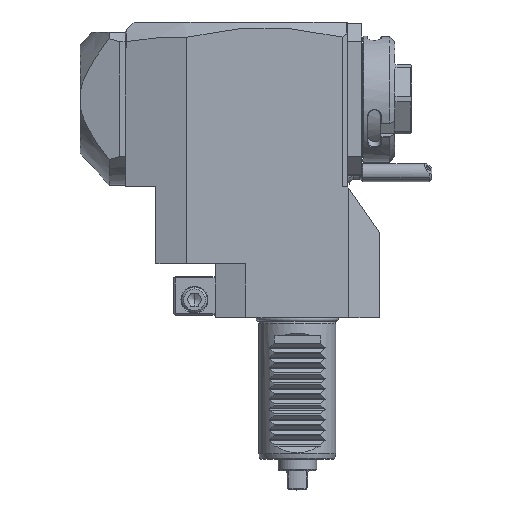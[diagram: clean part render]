
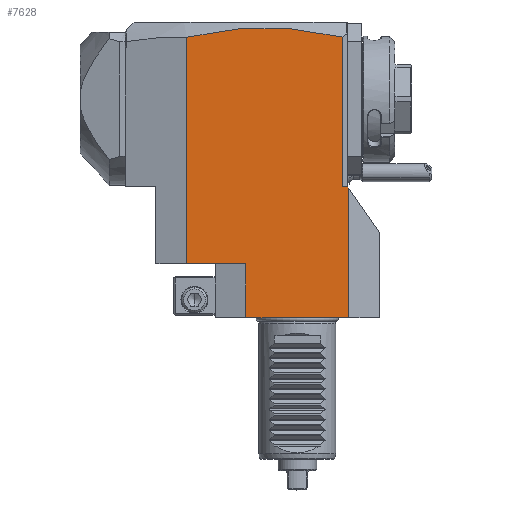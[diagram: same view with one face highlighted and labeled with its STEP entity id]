
A CAD part, top view. The second image highlights one B-rep face of the part: STEP entity #7628.
In plain terms, the highlighted planar face has unit normal (0, 0, 1).
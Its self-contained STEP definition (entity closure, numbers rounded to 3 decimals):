
#21=DIRECTION('',(0.,-1.,0.));
#22=VECTOR('',#21,88.092);
#23=CARTESIAN_POINT('',(-20.,58.092,32.));
#24=LINE('',#23,#22);
#39=CARTESIAN_POINT('',(40.5,58.133,32.));
#40=CARTESIAN_POINT('',(35.458,59.345,32.));
#41=CARTESIAN_POINT('',(25.373,61.145,32.));
#42=CARTESIAN_POINT('',(10.247,62.032,32.));
#43=CARTESIAN_POINT('',(-4.877,61.124,32.));
#44=CARTESIAN_POINT('',(-14.959,59.311,32.));
#45=CARTESIAN_POINT('',(-20.,58.092,32.));
#47=DIRECTION('',(-0.574,0.819,0.));
#48=VECTOR('',#47,0.872);
#49=CARTESIAN_POINT('',(43.,-0.714,32.));
#50=LINE('',#49,#48);
#51=DIRECTION('',(0.,1.,0.));
#52=VECTOR('',#51,50.286);
#53=CARTESIAN_POINT('',(43.,-51.,32.));
#54=LINE('',#53,#52);
#127=DIRECTION('',(1.,0.,0.));
#128=VECTOR('',#127,23.);
#129=CARTESIAN_POINT('',(-20.,-30.,32.));
#130=LINE('',#129,#128);
#772=DIRECTION('',(0.,1.,0.));
#773=VECTOR('',#772,58.133);
#774=CARTESIAN_POINT('',(40.5,0.,32.));
#775=LINE('',#774,#773);
#785=DIRECTION('',(-1.,0.,0.));
#786=VECTOR('',#785,2.);
#787=CARTESIAN_POINT('',(42.5,0.,32.));
#788=LINE('',#787,#786);
#3242=DIRECTION('',(0.,-1.,0.));
#3243=VECTOR('',#3242,21.);
#3244=CARTESIAN_POINT('',(3.,-30.,32.));
#3245=LINE('',#3244,#3243);
#3250=DIRECTION('',(-1.,0.,0.));
#3251=VECTOR('',#3250,40.);
#3252=CARTESIAN_POINT('',(43.,-51.,32.));
#3253=LINE('',#3252,#3251);
#6582=VERTEX_POINT('',#39);
#6583=VERTEX_POINT('',#45);
#7351=CARTESIAN_POINT('',(43.,-51.,32.));
#7352=CARTESIAN_POINT('',(3.,-51.,32.));
#7353=VERTEX_POINT('',#7351);
#7354=VERTEX_POINT('',#7352);
#7403=CARTESIAN_POINT('',(-20.,-30.,32.));
#7405=VERTEX_POINT('',#7403);
#7411=CARTESIAN_POINT('',(43.,-0.714,32.));
#7412=CARTESIAN_POINT('',(42.5,0.,32.));
#7413=VERTEX_POINT('',#7411);
#7414=VERTEX_POINT('',#7412);
#7523=CARTESIAN_POINT('',(40.5,0.,32.));
#7524=VERTEX_POINT('',#7523);
#7545=CARTESIAN_POINT('',(3.,-30.,32.));
#7546=VERTEX_POINT('',#7545);
#7604=CARTESIAN_POINT('',(-44.,0.,32.));
#7605=DIRECTION('',(0.,0.,1.));
#7606=DIRECTION('',(1.,0.,0.));
#7607=AXIS2_PLACEMENT_3D('',#7604,#7605,#7606);
#7608=PLANE('',#7607);
#7610=ORIENTED_EDGE('',*,*,#7609,.F.);
#7612=ORIENTED_EDGE('',*,*,#7611,.T.);
#7614=ORIENTED_EDGE('',*,*,#7613,.F.);
#7616=ORIENTED_EDGE('',*,*,#7615,.F.);
#7617=ORIENTED_EDGE('',*,*,#7587,.F.);
#7619=ORIENTED_EDGE('',*,*,#7618,.F.);
#7621=ORIENTED_EDGE('',*,*,#7620,.F.);
#7623=ORIENTED_EDGE('',*,*,#7622,.F.);
#7625=ORIENTED_EDGE('',*,*,#7624,.F.);
#7626=EDGE_LOOP('',(#7610,#7612,#7614,#7616,#7617,#7619,#7621,#7623,#7625));
#7627=FACE_OUTER_BOUND('',#7626,.F.);
#46=B_SPLINE_CURVE_WITH_KNOTS('',3,(#39,#40,#41,#42,#43,#44,#45),.UNSPECIFIED.,
.F.,.F.,(4,1,1,1,4),(0.,0.25,0.5,0.75,1.),.UNSPECIFIED.);
#7587=EDGE_CURVE('',#6583,#7405,#24,.T.);
#7609=EDGE_CURVE('',#7353,#7413,#54,.T.);
#7611=EDGE_CURVE('',#7353,#7354,#3253,.T.);
#7613=EDGE_CURVE('',#7546,#7354,#3245,.T.);
#7615=EDGE_CURVE('',#7405,#7546,#130,.T.);
#7618=EDGE_CURVE('',#6582,#6583,#46,.T.);
#7620=EDGE_CURVE('',#7524,#6582,#775,.T.);
#7622=EDGE_CURVE('',#7414,#7524,#788,.T.);
#7624=EDGE_CURVE('',#7413,#7414,#50,.T.);
#7628=ADVANCED_FACE('',(#7627),#7608,.T.);
